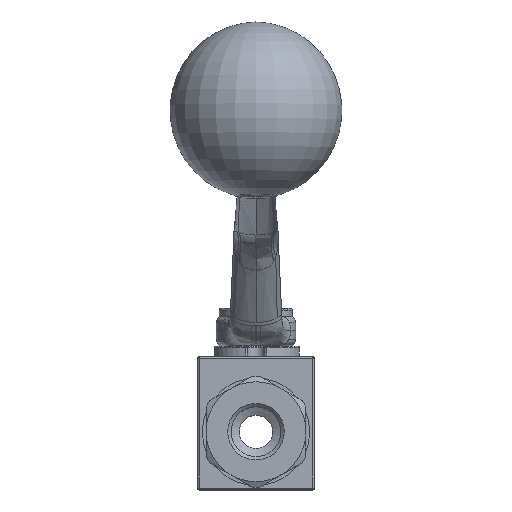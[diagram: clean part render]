
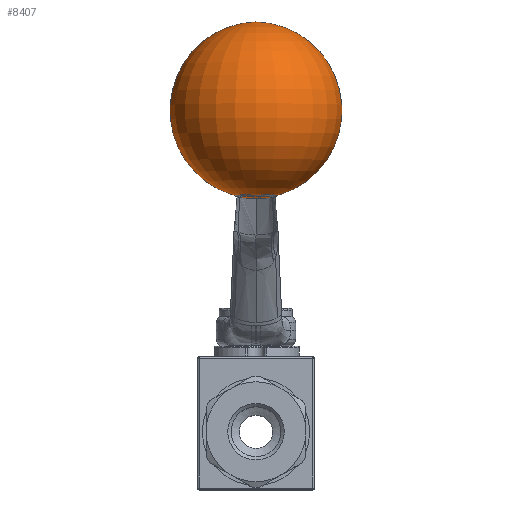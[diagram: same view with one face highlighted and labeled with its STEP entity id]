
A CAD part, top view. The second image highlights one B-rep face of the part: STEP entity #8407.
In plain terms, the highlighted toroidal (fillet/blend) face has major radius 0.526 mm and minor radius 26.5 mm.
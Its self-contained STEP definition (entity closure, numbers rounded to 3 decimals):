
#22=DEGENERATE_TOROIDAL_SURFACE('',#8926,0.526,26.5,
 .T.);
#101=VERTEX_LOOP('',#4033);
#204=B_SPLINE_CURVE_WITH_KNOTS('',3,(#14531,#14532,#14533,#14534,#14535,
#14536,#14537,#14538,#14539,#14540,#14541,#14542,#14543,#14544,#14545,#14546,
#14547),.UNSPECIFIED.,.F.,.F.,(4,1,1,1,1,1,1,1,1,1,1,1,1,1,4),(0.,0.125,
0.188,0.25,0.313,0.375,0.438,0.5,0.563,0.625,0.688,0.75,0.813,0.875,
1.),.UNSPECIFIED.);
#246=B_SPLINE_CURVE_WITH_KNOTS('',3,(#17633,#17634,#17635,#17636,#17637,
#17638,#17639,#17640,#17641,#17642,#17643,#17644,#17645,#17646,#17647,#17648,
#17649),.UNSPECIFIED.,.F.,.F.,(4,1,1,1,1,1,1,1,1,1,1,1,1,1,4),(0.,0.125,
0.188,0.25,0.313,0.375,0.438,0.5,0.563,0.625,0.688,0.75,0.813,0.875,
1.),.UNSPECIFIED.);
#1912=ORIENTED_EDGE('',*,*,#3243,.T.);
#1913=ORIENTED_EDGE('',*,*,#3291,.F.);
#1914=ORIENTED_EDGE('',*,*,#3290,.F.);
#3243=EDGE_CURVE('',#4002,#3974,#204,.T.);
#3290=EDGE_CURVE('',#4002,#4012,#246,.F.);
#3291=EDGE_CURVE('',#4012,#3974,#4475,.T.);
#3974=VERTEX_POINT('',#12947);
#4002=VERTEX_POINT('',#14548);
#4012=VERTEX_POINT('',#15758);
#4033=VERTEX_POINT('',#17651);
#4475=CIRCLE('',#8927,5.736);
#4894=EDGE_LOOP('',(#1912,#1913,#1914));
#5345=FACE_BOUND('',#101,.T.);
#5346=FACE_BOUND('',#4894,.T.);
#8407=ADVANCED_FACE('',(#5345,#5346),#22,.T.);
#8926=AXIS2_PLACEMENT_3D('',#17650,#10000,#10001);
#8927=AXIS2_PLACEMENT_3D('',#17652,#10002,#10003);
#10000=DIRECTION('',(0.,1.,-0.017));
#10001=DIRECTION('',(0.,0.017,1.));
#10002=DIRECTION('',(0.,1.,-0.017));
#10003=DIRECTION('',(0.,-0.017,-1.));
#12947=CARTESIAN_POINT('',(3.086,70.578,99.125));
#14531=CARTESIAN_POINT('',(-1.245,70.116,101.505));
#14532=CARTESIAN_POINT('',(-1.028,70.116,101.505));
#14533=CARTESIAN_POINT('',(-0.686,70.119,101.471));
#14534=CARTESIAN_POINT('',(-0.315,70.128,101.393));
#14535=CARTESIAN_POINT('',(0.038,70.142,101.291));
#14536=CARTESIAN_POINT('',(0.289,70.154,101.201));
#14537=CARTESIAN_POINT('',(0.636,70.177,101.053));
#14538=CARTESIAN_POINT('',(0.869,70.196,100.937));
#14539=CARTESIAN_POINT('',(1.198,70.228,100.753));
#14540=CARTESIAN_POINT('',(1.399,70.251,100.625));
#14541=CARTESIAN_POINT('',(1.659,70.285,100.449));
#14542=CARTESIAN_POINT('',(1.914,70.323,100.26));
#14543=CARTESIAN_POINT('',(2.22,70.376,100.006));
#14544=CARTESIAN_POINT('',(2.402,70.411,99.842));
#14545=CARTESIAN_POINT('',(2.703,70.476,99.553));
#14546=CARTESIAN_POINT('',(2.93,70.533,99.308));
#14547=CARTESIAN_POINT('',(3.086,70.578,99.125));
#14548=CARTESIAN_POINT('',(-1.245,70.116,101.505));
#15758=CARTESIAN_POINT('',(-5.577,70.578,99.125));
#17633=CARTESIAN_POINT('',(-5.577,70.578,99.125));
#17634=CARTESIAN_POINT('',(-5.421,70.533,99.308));
#17635=CARTESIAN_POINT('',(-5.194,70.476,99.553));
#17636=CARTESIAN_POINT('',(-4.892,70.411,99.842));
#17637=CARTESIAN_POINT('',(-4.711,70.376,100.006));
#17638=CARTESIAN_POINT('',(-4.404,70.323,100.26));
#17639=CARTESIAN_POINT('',(-4.149,70.285,100.449));
#17640=CARTESIAN_POINT('',(-3.89,70.251,100.625));
#17641=CARTESIAN_POINT('',(-3.688,70.228,100.753));
#17642=CARTESIAN_POINT('',(-3.359,70.196,100.937));
#17643=CARTESIAN_POINT('',(-3.126,70.177,101.053));
#17644=CARTESIAN_POINT('',(-2.78,70.154,101.201));
#17645=CARTESIAN_POINT('',(-2.529,70.142,101.291));
#17646=CARTESIAN_POINT('',(-2.176,70.128,101.393));
#17647=CARTESIAN_POINT('',(-1.805,70.119,101.471));
#17648=CARTESIAN_POINT('',(-1.463,70.116,101.505));
#17649=CARTESIAN_POINT('',(-1.245,70.116,101.505));
#17650=CARTESIAN_POINT('',(-1.245,96.622,102.43));
#17651=CARTESIAN_POINT('',(-1.245,70.131,102.893));
#17652=CARTESIAN_POINT('',(-1.245,70.643,102.884));
